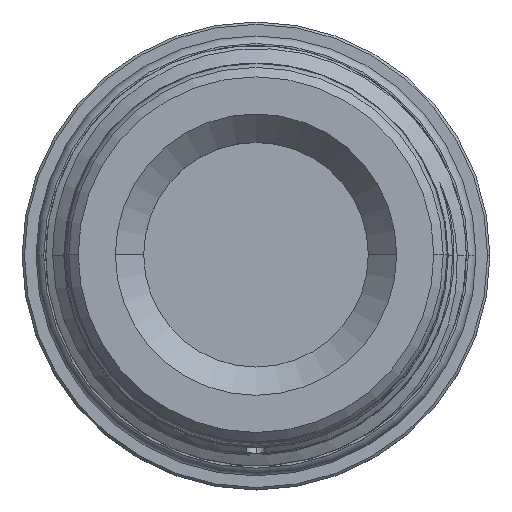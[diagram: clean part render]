
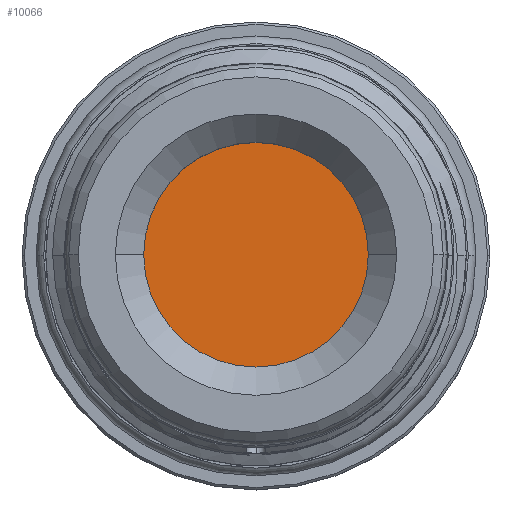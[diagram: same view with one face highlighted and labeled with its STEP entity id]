
A CAD part, top view. The second image highlights one B-rep face of the part: STEP entity #10066.
In plain terms, the highlighted planar face has unit normal (0, 0, 1).
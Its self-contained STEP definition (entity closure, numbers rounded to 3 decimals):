
#330 = CIRCLE ( 'NONE', #1860, 9.525 ) ;
#540 = AXIS2_PLACEMENT_3D ( 'NONE', #12995, #5631, #6808 ) ;
#619 = ORIENTED_EDGE ( 'NONE', *, *, #11921, .T. ) ;
#1860 = AXIS2_PLACEMENT_3D ( 'NONE', #10163, #6770, #2735 ) ;
#2735 = DIRECTION ( 'NONE',  ( 1., 0., 0. ) ) ;
#3507 = AXIS2_PLACEMENT_3D ( 'NONE', #11784, #13026, #11574 ) ;
#5616 = CARTESIAN_POINT ( 'NONE',  ( 9.525, 0., 94.261 ) ) ;
#5631 = DIRECTION ( 'NONE',  ( 0., 0., 1. ) ) ;
#6510 = VERTEX_POINT ( 'NONE', #8127 ) ;
#6681 = EDGE_LOOP ( 'NONE', ( #619, #10402 ) ) ;
#6770 = DIRECTION ( 'NONE',  ( 0., 0., 1. ) ) ;
#6808 = DIRECTION ( 'NONE',  ( 1., 0., 0. ) ) ;
#7781 = EDGE_CURVE ( 'NONE', #6510, #10650, #12552, .T. ) ;
#8127 = CARTESIAN_POINT ( 'NONE',  ( -9.525, 0., 94.261 ) ) ;
#9509 = PLANE ( 'NONE',  #540 ) ;
#10066 = ADVANCED_FACE ( 'NONE', ( #10362 ), #9509, .T. ) ;
#10163 = CARTESIAN_POINT ( 'NONE',  ( 0., 0., 94.261 ) ) ;
#10362 = FACE_OUTER_BOUND ( 'NONE', #6681, .T. ) ;
#10402 = ORIENTED_EDGE ( 'NONE', *, *, #7781, .T. ) ;
#10650 = VERTEX_POINT ( 'NONE', #5616 ) ;
#11574 = DIRECTION ( 'NONE',  ( 1., 0., 0. ) ) ;
#11784 = CARTESIAN_POINT ( 'NONE',  ( 0., 0., 94.261 ) ) ;
#11921 = EDGE_CURVE ( 'NONE', #10650, #6510, #330, .T. ) ;
#12552 = CIRCLE ( 'NONE', #3507, 9.525 ) ;
#12995 = CARTESIAN_POINT ( 'NONE',  ( 0., 0., 94.261 ) ) ;
#13026 = DIRECTION ( 'NONE',  ( 0., 0., 1. ) ) ;
